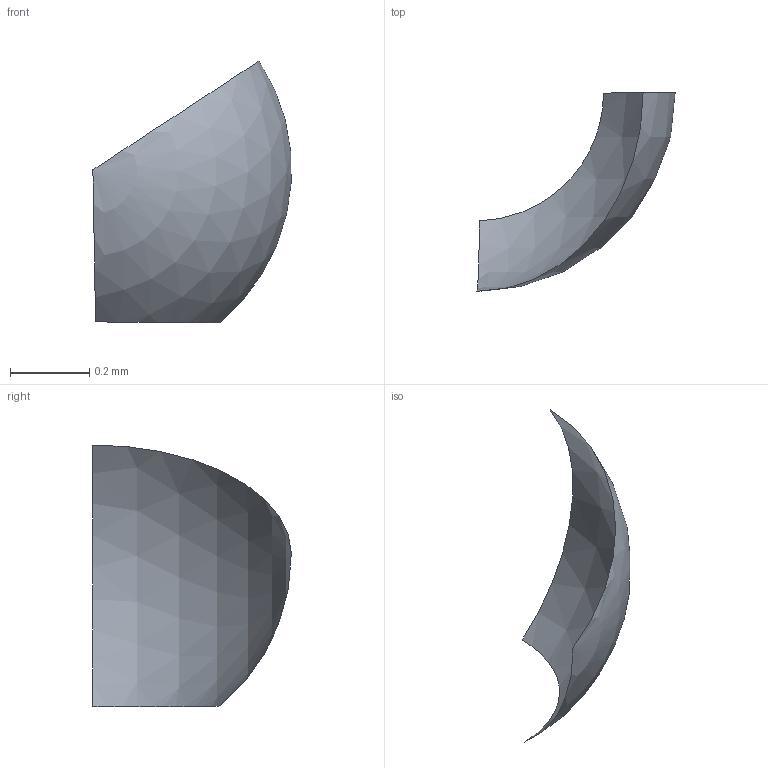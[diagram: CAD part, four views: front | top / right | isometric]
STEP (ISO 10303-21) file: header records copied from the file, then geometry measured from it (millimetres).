
FILE_DESCRIPTION(('Open CASCADE Model'),'2;1');
FILE_NAME('Open CASCADE Shape Model','2014-05-28T16:29:02',('Author'),( 'Open CASCADE'),'Open CASCADE STEP processor 6.6','Open CASCADE 6.6' ,'Unknown');
FILE_SCHEMA(('AUTOMOTIVE_DESIGN { 1 0 10303 214 1 1 1 1 }'));
Length unit declared in the file: millimetre
Products named in the file (1): Teil
Bounding box: 0.5 x 0.5 x 0.66 mm (x, y, z)
Surface area: 0.4 mm2 (no closed solid volume)
Topology: 0 solids, 1 shells, 1 faces, 5 edges, 5 vertices
Faces by surface type: sphere 1
Entity records: 97 total; most frequent: CARTESIAN_POINT 31, DIRECTION 11, AXIS2_PLACEMENT_3D 5, ORIENTED_EDGE 4, EDGE_CURVE 4, VERTEX_POINT 4, CIRCLE 3, DIMENSIONAL_EXPONENTS 2
